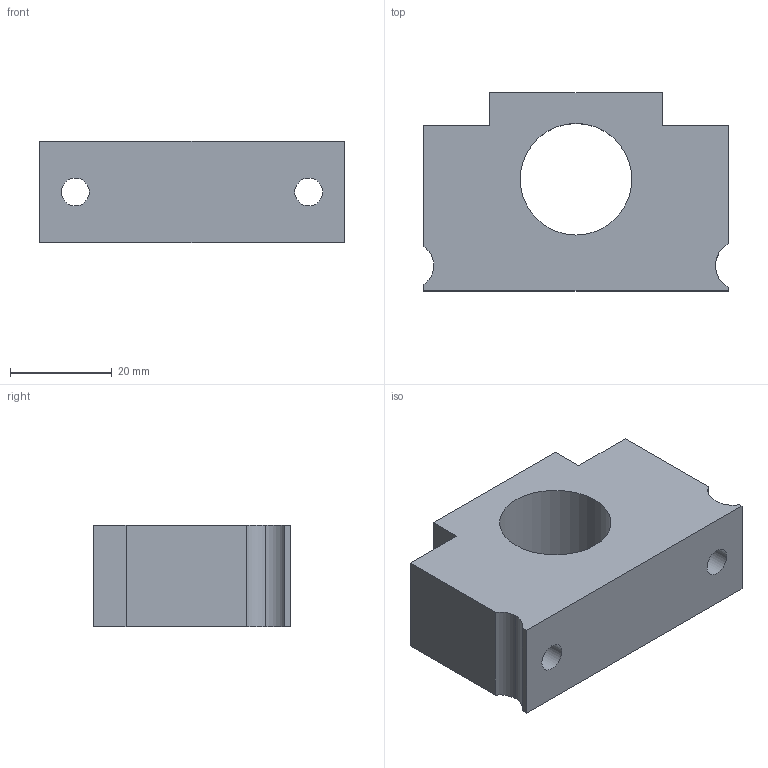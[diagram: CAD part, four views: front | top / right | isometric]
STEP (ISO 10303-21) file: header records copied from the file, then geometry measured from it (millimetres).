
FILE_DESCRIPTION(('FreeCAD Model'),'2;1');
FILE_NAME('Open CASCADE Shape Model','2025-02-12T19:20:28',(''),(''), 'Open CASCADE STEP processor 7.8','FreeCAD','Unknown');
FILE_SCHEMA(('AUTOMOTIVE_DESIGN { 1 0 10303 214 1 1 1 1 }'));
Length unit declared in the file: millimetre
Products named in the file (1): BF10
Bounding box: 60 x 39 x 20 mm (x, y, z)
Volume: 32784.1 mm3; surface area: 10226.3 mm2
Topology: 1 solids, 1 shells, 24 faces, 57 edges, 38 vertices
Faces by surface type: plane 15, cylinder 9
Full cylindrical faces by diameter (mm): 5.5 x2, 10 x1, 10.8 x2, 22 x1
Entity records: 1509 total; most frequent: CARTESIAN_POINT 300, DIRECTION 228, LINE 135, VECTOR 135, ORIENTED_EDGE 114, PCURVE 114, DEFINITIONAL_REPRESENTATION 114, EDGE_CURVE 57
